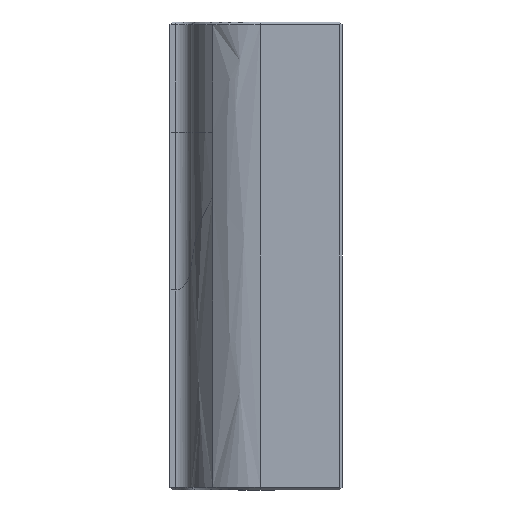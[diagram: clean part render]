
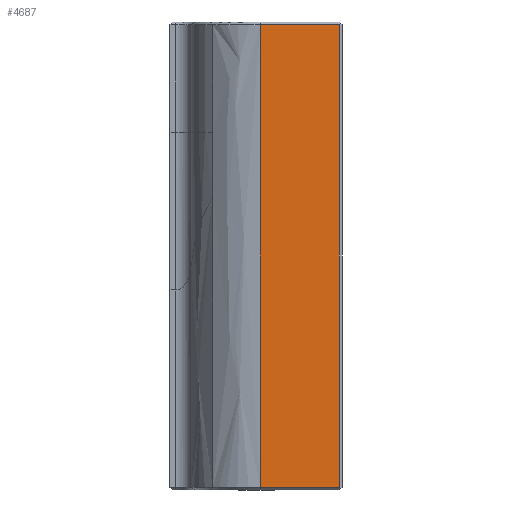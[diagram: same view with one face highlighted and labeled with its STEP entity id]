
A CAD part, front view. The second image highlights one B-rep face of the part: STEP entity #4687.
In plain terms, the highlighted planar face has unit normal (0, -1, 0).
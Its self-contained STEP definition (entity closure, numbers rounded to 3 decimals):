
#1909 = PLANE('',#1910);
#1910 = AXIS2_PLACEMENT_3D('',#1911,#1912,#1913);
#1911 = CARTESIAN_POINT('',(32.,-21.25,1.75));
#1912 = DIRECTION('',(0.,0.707,0.707));
#1913 = DIRECTION('',(-1.,0.,0.));
#2008 = PLANE('',#2009);
#2009 = AXIS2_PLACEMENT_3D('',#2010,#2011,#2012);
#2010 = CARTESIAN_POINT('',(31.75,-21.25,2.));
#2011 = DIRECTION('',(0.707,-0.707,0.));
#2012 = DIRECTION('',(0.,0.,1.));
#2401 = PLANE('',#2402);
#2402 = AXIS2_PLACEMENT_3D('',#2403,#2404,#2405);
#2403 = CARTESIAN_POINT('',(32.,-21.25,88.25));
#2404 = DIRECTION('',(0.,0.707,-0.707));
#2405 = DIRECTION('',(1.,0.,0.));
#3401 = VERTEX_POINT('',#3402);
#3402 = CARTESIAN_POINT('',(16.803,-21.5,2.));
#3421 = EDGE_CURVE('',#3422,#3401,#3424,.T.);
#3422 = VERTEX_POINT('',#3423);
#3423 = CARTESIAN_POINT('',(31.5,-21.5,2.));
#3424 = SURFACE_CURVE('',#3425,(#3429,#3436),.PCURVE_S1.);
#3425 = LINE('',#3426,#3427);
#3426 = CARTESIAN_POINT('',(32.,-21.5,2.));
#3427 = VECTOR('',#3428,1.);
#3428 = DIRECTION('',(-1.,0.,0.));
#3429 = PCURVE('',#1909,#3430);
#3430 = DEFINITIONAL_REPRESENTATION('',(#3431),#3435);
#3431 = LINE('',#3432,#3433);
#3432 = CARTESIAN_POINT('',(0.,0.354));
#3433 = VECTOR('',#3434,1.);
#3434 = DIRECTION('',(1.,0.));
#3435 = ( GEOMETRIC_REPRESENTATION_CONTEXT(2) 
PARAMETRIC_REPRESENTATION_CONTEXT() REPRESENTATION_CONTEXT('2D SPACE',''
  ) );
#3436 = PCURVE('',#3437,#3442);
#3437 = PLANE('',#3438);
#3438 = AXIS2_PLACEMENT_3D('',#3439,#3440,#3441);
#3439 = CARTESIAN_POINT('',(32.,-21.5,0.));
#3440 = DIRECTION('',(0.,-1.,0.));
#3441 = DIRECTION('',(-1.,0.,0.));
#3442 = DEFINITIONAL_REPRESENTATION('',(#3443),#3447);
#3443 = LINE('',#3444,#3445);
#3444 = CARTESIAN_POINT('',(0.,-2.));
#3445 = VECTOR('',#3446,1.);
#3446 = DIRECTION('',(1.,0.));
#3447 = ( GEOMETRIC_REPRESENTATION_CONTEXT(2) 
PARAMETRIC_REPRESENTATION_CONTEXT() REPRESENTATION_CONTEXT('2D SPACE',''
  ) );
#3549 = ( BOUNDED_SURFACE() B_SPLINE_SURFACE(2,2,(
    (#3550,#3551,#3552,#3553,#3554)
    ,(#3555,#3556,#3557,#3558,#3559)
    ,(#3560,#3561,#3562,#3563,#3564
)),.UNSPECIFIED.,.F.,.F.,.F.) B_SPLINE_SURFACE_WITH_KNOTS((3,3),(3,1,1,3
    ),(0.,90.),(-5.508,0.,90.,95.508),.UNSPECIFIED.) 
GEOMETRIC_REPRESENTATION_ITEM() RATIONAL_B_SPLINE_SURFACE((
    (1.,1.,1.,1.,1.)
    ,(0.76,0.76,0.76,0.76
      ,0.76)
,(1.,1.,1.,1.,1.))) REPRESENTATION_ITEM('') SURFACE() );
#3550 = CARTESIAN_POINT('',(3.963,-10.531,95.508));
#3551 = CARTESIAN_POINT('',(3.963,-10.531,92.754));
#3552 = CARTESIAN_POINT('',(3.963,-10.531,45.));
#3553 = CARTESIAN_POINT('',(3.963,-10.531,-2.754));
#3554 = CARTESIAN_POINT('',(3.963,-10.531,-5.508));
#3555 = CARTESIAN_POINT('',(5.698,-21.5,95.508));
#3556 = CARTESIAN_POINT('',(5.698,-21.5,92.754));
#3557 = CARTESIAN_POINT('',(5.698,-21.5,45.));
#3558 = CARTESIAN_POINT('',(5.698,-21.5,-2.754));
#3559 = CARTESIAN_POINT('',(5.698,-21.5,-5.508));
#3560 = CARTESIAN_POINT('',(16.803,-21.5,95.508));
#3561 = CARTESIAN_POINT('',(16.803,-21.5,92.754));
#3562 = CARTESIAN_POINT('',(16.803,-21.5,45.));
#3563 = CARTESIAN_POINT('',(16.803,-21.5,-2.754));
#3564 = CARTESIAN_POINT('',(16.803,-21.5,-5.508));
#3641 = VERTEX_POINT('',#3642);
#3642 = CARTESIAN_POINT('',(31.5,-21.5,88.));
#3663 = EDGE_CURVE('',#3422,#3641,#3664,.T.);
#3664 = SURFACE_CURVE('',#3665,(#3669,#3676),.PCURVE_S1.);
#3665 = LINE('',#3666,#3667);
#3666 = CARTESIAN_POINT('',(31.5,-21.5,2.));
#3667 = VECTOR('',#3668,1.);
#3668 = DIRECTION('',(0.,0.,1.));
#3669 = PCURVE('',#2008,#3670);
#3670 = DEFINITIONAL_REPRESENTATION('',(#3671),#3675);
#3671 = LINE('',#3672,#3673);
#3672 = CARTESIAN_POINT('',(0.,0.354));
#3673 = VECTOR('',#3674,1.);
#3674 = DIRECTION('',(1.,0.));
#3675 = ( GEOMETRIC_REPRESENTATION_CONTEXT(2) 
PARAMETRIC_REPRESENTATION_CONTEXT() REPRESENTATION_CONTEXT('2D SPACE',''
  ) );
#3676 = PCURVE('',#3437,#3677);
#3677 = DEFINITIONAL_REPRESENTATION('',(#3678),#3682);
#3678 = LINE('',#3679,#3680);
#3679 = CARTESIAN_POINT('',(0.5,-2.));
#3680 = VECTOR('',#3681,1.);
#3681 = DIRECTION('',(0.,-1.));
#3682 = ( GEOMETRIC_REPRESENTATION_CONTEXT(2) 
PARAMETRIC_REPRESENTATION_CONTEXT() REPRESENTATION_CONTEXT('2D SPACE',''
  ) );
#4052 = VERTEX_POINT('',#4053);
#4053 = CARTESIAN_POINT('',(16.803,-21.5,88.));
#4072 = EDGE_CURVE('',#3641,#4052,#4073,.T.);
#4073 = SURFACE_CURVE('',#4074,(#4078,#4085),.PCURVE_S1.);
#4074 = LINE('',#4075,#4076);
#4075 = CARTESIAN_POINT('',(32.,-21.5,88.));
#4076 = VECTOR('',#4077,1.);
#4077 = DIRECTION('',(-1.,-0.,-0.));
#4078 = PCURVE('',#2401,#4079);
#4079 = DEFINITIONAL_REPRESENTATION('',(#4080),#4084);
#4080 = LINE('',#4081,#4082);
#4081 = CARTESIAN_POINT('',(-0.,0.354));
#4082 = VECTOR('',#4083,1.);
#4083 = DIRECTION('',(-1.,0.));
#4084 = ( GEOMETRIC_REPRESENTATION_CONTEXT(2) 
PARAMETRIC_REPRESENTATION_CONTEXT() REPRESENTATION_CONTEXT('2D SPACE',''
  ) );
#4085 = PCURVE('',#3437,#4086);
#4086 = DEFINITIONAL_REPRESENTATION('',(#4087),#4091);
#4087 = LINE('',#4088,#4089);
#4088 = CARTESIAN_POINT('',(0.,-88.));
#4089 = VECTOR('',#4090,1.);
#4090 = DIRECTION('',(1.,0.));
#4091 = ( GEOMETRIC_REPRESENTATION_CONTEXT(2) 
PARAMETRIC_REPRESENTATION_CONTEXT() REPRESENTATION_CONTEXT('2D SPACE',''
  ) );
#4687 = ADVANCED_FACE('',(#4688),#3437,.T.);
#4688 = FACE_BOUND('',#4689,.T.);
#4689 = EDGE_LOOP('',(#4690,#4691,#4713,#4714));
#4690 = ORIENTED_EDGE('',*,*,#4072,.T.);
#4691 = ORIENTED_EDGE('',*,*,#4692,.T.);
#4692 = EDGE_CURVE('',#4052,#3401,#4693,.T.);
#4693 = SURFACE_CURVE('',#4694,(#4700,#4706),.PCURVE_S1.);
#4694 = B_SPLINE_CURVE_WITH_KNOTS('',2,(#4695,#4696,#4697,#4698,#4699),
  .UNSPECIFIED.,.F.,.F.,(3,1,1,3),(-5.508,0.,90.,95.508)
  ,.UNSPECIFIED.);
#4695 = CARTESIAN_POINT('',(16.803,-21.5,95.508));
#4696 = CARTESIAN_POINT('',(16.803,-21.5,92.754));
#4697 = CARTESIAN_POINT('',(16.803,-21.5,45.));
#4698 = CARTESIAN_POINT('',(16.803,-21.5,-2.754));
#4699 = CARTESIAN_POINT('',(16.803,-21.5,-5.508));
#4700 = PCURVE('',#3437,#4701);
#4701 = DEFINITIONAL_REPRESENTATION('',(#4702),#4705);
#4702 = B_SPLINE_CURVE_WITH_KNOTS('',1,(#4703,#4704),.UNSPECIFIED.,.F.,
  .F.,(2,2),(0.,90.),.PIECEWISE_BEZIER_KNOTS.);
#4703 = CARTESIAN_POINT('',(15.197,-90.));
#4704 = CARTESIAN_POINT('',(15.197,0.));
#4705 = ( GEOMETRIC_REPRESENTATION_CONTEXT(2) 
PARAMETRIC_REPRESENTATION_CONTEXT() REPRESENTATION_CONTEXT('2D SPACE',''
  ) );
#4706 = PCURVE('',#3549,#4707);
#4707 = DEFINITIONAL_REPRESENTATION('',(#4708),#4712);
#4708 = LINE('',#4709,#4710);
#4709 = CARTESIAN_POINT('',(90.,0.));
#4710 = VECTOR('',#4711,1.);
#4711 = DIRECTION('',(0.,1.));
#4712 = ( GEOMETRIC_REPRESENTATION_CONTEXT(2) 
PARAMETRIC_REPRESENTATION_CONTEXT() REPRESENTATION_CONTEXT('2D SPACE',''
  ) );
#4713 = ORIENTED_EDGE('',*,*,#3421,.F.);
#4714 = ORIENTED_EDGE('',*,*,#3663,.T.);
